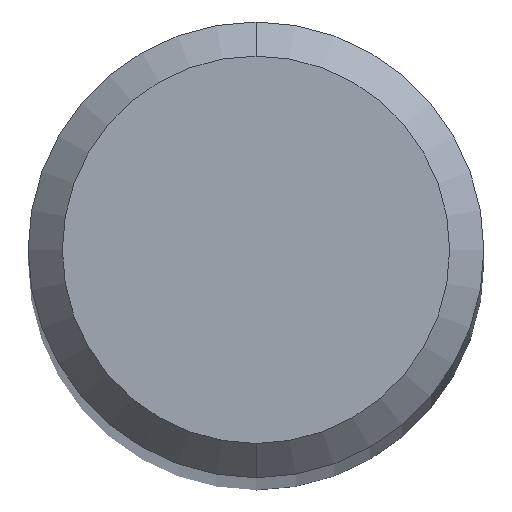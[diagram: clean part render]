
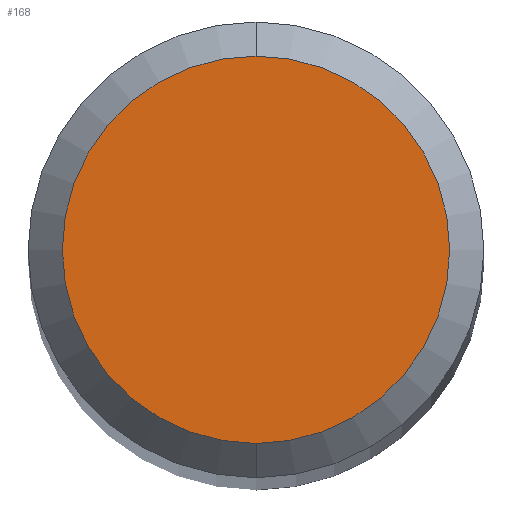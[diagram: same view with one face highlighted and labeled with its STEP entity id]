
A CAD part, top view. The second image highlights one B-rep face of the part: STEP entity #168.
In plain terms, the highlighted planar face has unit normal (0, 0, 1).
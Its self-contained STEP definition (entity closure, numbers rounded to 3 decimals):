
#164=VERTEX_POINT('',#312);
#168=ADVANCED_FACE('',(#316),#317,.T.);
#184=VERTEX_POINT('',#336);
#186=EDGE_CURVE('',#164,#184,#338,.T.);
#202=EDGE_CURVE('',#184,#164,#355,.T.);
#312=CARTESIAN_POINT('',(0.0,1.7,0.0));
#316=FACE_OUTER_BOUND('',#485,.T.);
#317=PLANE('',#486);
#336=CARTESIAN_POINT('',(0.,-1.7,0.0));
#338=CIRCLE('',#510,1.7);
#355=CIRCLE('',#535,1.7);
#485=EDGE_LOOP('',(#655,#656));
#486=AXIS2_PLACEMENT_3D('',#657,#658,#659);
#510=AXIS2_PLACEMENT_3D('',#688,#689,#690);
#535=AXIS2_PLACEMENT_3D('',#710,#711,#712);
#655=ORIENTED_EDGE('',*,*,#186,.F.);
#656=ORIENTED_EDGE('',*,*,#202,.F.);
#657=CARTESIAN_POINT('',(0.0,0.85,0.0));
#658=DIRECTION('',(-0.0,0.0,1.0));
#659=DIRECTION('',(0.0,-1.0,0.0));
#688=CARTESIAN_POINT('',(0.0,0.0,0.0));
#689=DIRECTION('',(0.0,0.0,-1.0));
#690=DIRECTION('',(0.0,1.0,0.0));
#710=CARTESIAN_POINT('',(0.0,0.0,0.0));
#711=DIRECTION('',(0.0,0.0,-1.0));
#712=DIRECTION('',(0.0,1.0,0.0));
